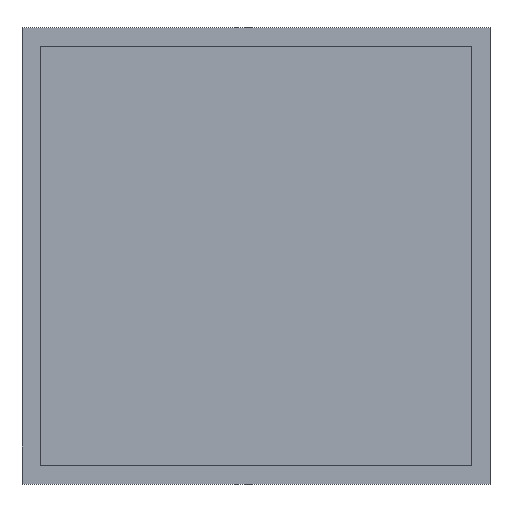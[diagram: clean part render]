
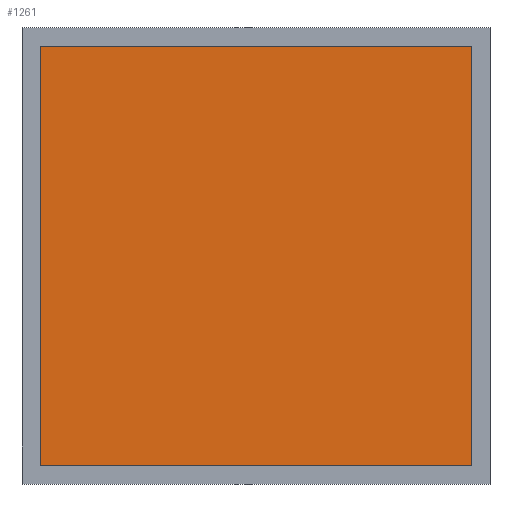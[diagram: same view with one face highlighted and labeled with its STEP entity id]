
A CAD part, top view. The second image highlights one B-rep face of the part: STEP entity #1261.
In plain terms, the highlighted planar face has unit normal (0, 0, 1).
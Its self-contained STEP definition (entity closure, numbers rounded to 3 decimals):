
#92 = CARTESIAN_POINT ( 'NONE',  ( 0., 0., 3. ) ) ;
#376 = ORIENTED_EDGE ( 'NONE', *, *, #1108, .F. ) ;
#458 = CARTESIAN_POINT ( 'NONE',  ( 721.785, 942.382, 3. ) ) ;
#578 = CARTESIAN_POINT ( 'NONE',  ( 721.785, 942.382, 3. ) ) ;
#628 = DIRECTION ( 'NONE',  ( -1., 0., 0. ) ) ;
#975 = CARTESIAN_POINT ( 'NONE',  ( 579.785, 942.382, 3. ) ) ;
#1015 = LINE ( 'NONE', #578, #4277 ) ;
#1108 = EDGE_CURVE ( 'NONE', #4315, #2377, #2088, .T. ) ;
#1261 = ADVANCED_FACE ( 'NONE', ( #3254 ), #5063, .T. ) ;
#1294 = CARTESIAN_POINT ( 'NONE',  ( 579.785, 804.297, 3. ) ) ;
#1701 = AXIS2_PLACEMENT_3D ( 'NONE', #92, #3728, #3695 ) ;
#2088 = LINE ( 'NONE', #2177, #5773 ) ;
#2177 = CARTESIAN_POINT ( 'NONE',  ( 721.785, 942.382, 3. ) ) ;
#2377 = VERTEX_POINT ( 'NONE', #5816 ) ;
#2381 = DIRECTION ( 'NONE',  ( -1., 0., 0. ) ) ;
#2460 = CARTESIAN_POINT ( 'NONE',  ( 721.785, 804.297, 3. ) ) ;
#2551 = DIRECTION ( 'NONE',  ( 0., -1., 0. ) ) ;
#2689 = EDGE_LOOP ( 'NONE', ( #4025, #4436, #4746, #376 ) ) ;
#2900 = VERTEX_POINT ( 'NONE', #1294 ) ;
#3254 = FACE_OUTER_BOUND ( 'NONE', #2689, .T. ) ;
#3493 = LINE ( 'NONE', #4788, #3719 ) ;
#3695 = DIRECTION ( 'NONE',  ( 1., 0., 0. ) ) ;
#3719 = VECTOR ( 'NONE', #5815, 1000. ) ;
#3728 = DIRECTION ( 'NONE',  ( 0., 0., 1. ) ) ;
#3816 = VECTOR ( 'NONE', #628, 1000. ) ;
#4025 = ORIENTED_EDGE ( 'NONE', *, *, #4114, .T. ) ;
#4114 = EDGE_CURVE ( 'NONE', #4315, #4919, #1015, .T. ) ;
#4277 = VECTOR ( 'NONE', #2381, 1000. ) ;
#4315 = VERTEX_POINT ( 'NONE', #458 ) ;
#4421 = EDGE_CURVE ( 'NONE', #2377, #2900, #5150, .T. ) ;
#4436 = ORIENTED_EDGE ( 'NONE', *, *, #5648, .T. ) ;
#4746 = ORIENTED_EDGE ( 'NONE', *, *, #4421, .F. ) ;
#4788 = CARTESIAN_POINT ( 'NONE',  ( 579.785, 942.382, 3. ) ) ;
#4919 = VERTEX_POINT ( 'NONE', #975 ) ;
#5063 = PLANE ( 'NONE',  #1701 ) ;
#5150 = LINE ( 'NONE', #2460, #3816 ) ;
#5648 = EDGE_CURVE ( 'NONE', #4919, #2900, #3493, .T. ) ;
#5773 = VECTOR ( 'NONE', #2551, 1000. ) ;
#5815 = DIRECTION ( 'NONE',  ( 0., -1., 0. ) ) ;
#5816 = CARTESIAN_POINT ( 'NONE',  ( 721.785, 804.297, 3. ) ) ;
